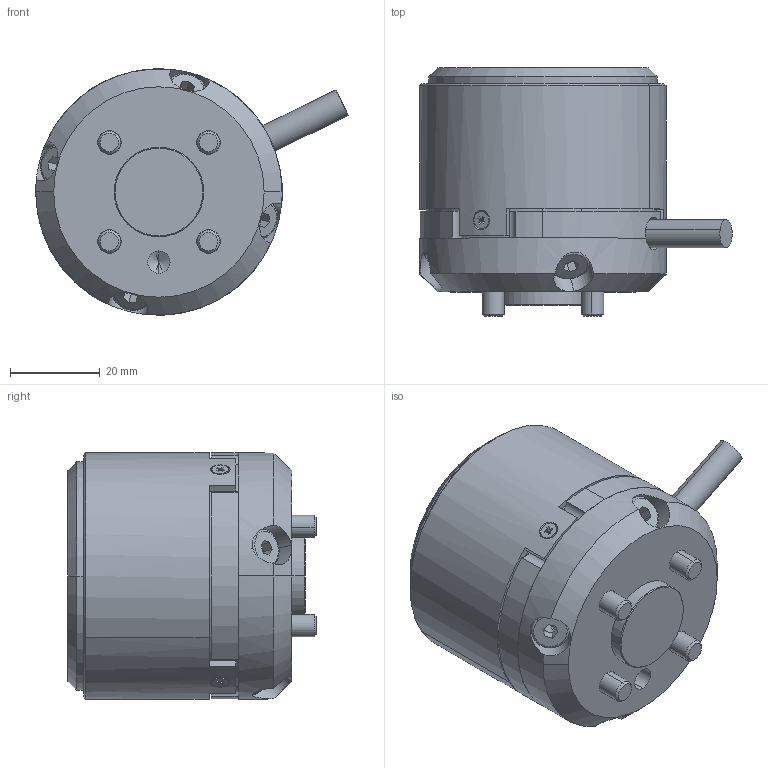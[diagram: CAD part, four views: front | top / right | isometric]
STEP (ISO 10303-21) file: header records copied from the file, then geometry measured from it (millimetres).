
FILE_DESCRIPTION (( 'STEP AP203' ), '1' );
FILE_NAME ('B-2023-0046-01070.STEP', '2024-03-26T11:02:38', ( '' ), ( '' ), 'SwSTEP 2.0', 'SolidWorks 2022', '' );
FILE_SCHEMA (( 'CONFIG_CONTROL_DESIGN' ));
Length unit declared in the file: millimetre
Products named in the file (15): NT-2023-00278; parallel pin unhardened_din_Parallel Pin ISO 2338 - 3 h6 x 8 - St; E-2023-0046-00345; E-2023-0046-01326; E-2023-0046-01076; E-2023-0046-01075; B-2023-0046-01070; socket head thin cap screw_din_DIN 7984 - M5 x 10 --- 7.6N; socket head thin cap screw_din_DIN 7984 - M5 x 14 --- 11.6N; E-2023-0046-01072_RL 100N Al ME14063; E-2023-0046-01074; socket head cap screw_din_DIN 912 M4 x 10 --- 10N; countersunk flat head cross recess screw_din_DIN EN ISO 7046-1 - M2 x 5 - Z - 5N; socket head cap screw_din_DIN 912 M3 x 5 --- 5N; E-2023-0046-01073
Assembly tree (27 placements, depth 2):
  B-2023-0046-01070
    E-2023-0046-01072_RL 100N Al ME14063
    E-2023-0046-01076
    E-2023-0046-01075
    socket head thin cap screw_din_DIN 7984 - M5 x 14 --- 11.6N  x4
    E-2023-0046-01073
    E-2023-0046-01074
    socket head thin cap screw_din_DIN 7984 - M5 x 10 --- 7.6N  x4
    socket head cap screw_din_DIN 912 M4 x 10 --- 10N  x4
    countersunk flat head cross recess screw_din_DIN EN ISO 7046-1 - M2 x 5 - Z - 5N  x3
    parallel pin unhardened_din_Parallel Pin ISO 2338 - 3 h6 x 8 - St  x2
    NT-2023-00278
    socket head cap screw_din_DIN 912 M3 x 5 --- 5N  x2
    E-2023-0046-01326
    E-2023-0046-00345
Bounding box: 69.77 x 55.4 x 55 mm (x, y, z)
Volume: 135109.1 mm3; surface area: 53932.2 mm2
Topology: 27 solids, 27 shells, 1188 faces, 2931 edges, 1797 vertices
Faces by surface type: plane 566, cylinder 356, cone 169, torus 74, bspline 23
Entity records: 29648 total; most frequent: CARTESIAN_POINT 7583, ORIENTED_EDGE 4198, DIRECTION 4174, EDGE_CURVE 2099, AXIS2_PLACEMENT_3D 1503, VERTEX_POINT 1351, VECTOR 1168, LINE 1168
